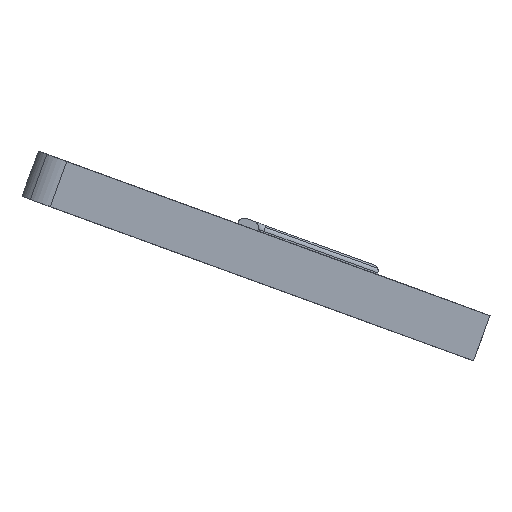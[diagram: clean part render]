
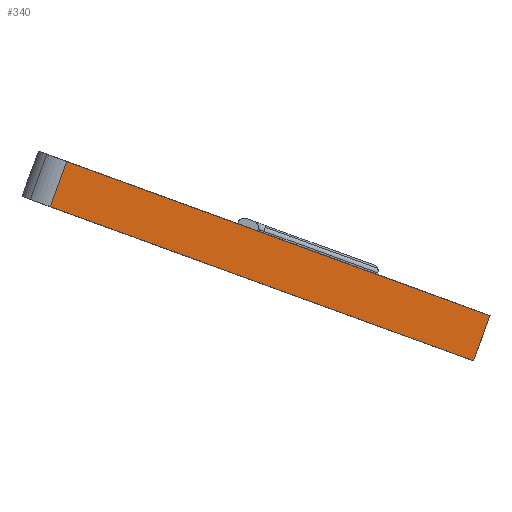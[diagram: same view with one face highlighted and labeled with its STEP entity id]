
A CAD part, left-side view. The second image highlights one B-rep face of the part: STEP entity #340.
In plain terms, the highlighted planar face has unit normal (-1, 0, 0).
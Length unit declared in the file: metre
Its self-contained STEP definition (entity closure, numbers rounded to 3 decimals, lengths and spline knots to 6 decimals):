
#340=ADVANCED_FACE('4:4621',(#946),#947,.T.);
#946=FACE_OUTER_BOUND('',#2607,.T.);
#947=PLANE('',#2608);
#2607=EDGE_LOOP('',(#4866,#4867,#4868,#4869));
#2608=AXIS2_PLACEMENT_3D('',#4870,#4871,#4872);
#4866=ORIENTED_EDGE('',*,*,#4912,.F.);
#4867=ORIENTED_EDGE('',*,*,#5437,.T.);
#4868=ORIENTED_EDGE('',*,*,#5480,.T.);
#4869=ORIENTED_EDGE('',*,*,#5415,.T.);
#4870=CARTESIAN_POINT('',(-0.076579,0.070489,-0.017613));
#4871=DIRECTION('',(-1.0,0.,0.));
#4872=DIRECTION('',(0.,-0.94,-0.342));
#4912=EDGE_CURVE('4:5785',#5627,#5629,#5630,.T.);
#5415=EDGE_CURVE('4:4942',#6491,#5629,#6492,.T.);
#5437=EDGE_CURVE('4:5029',#5627,#6519,#6521,.T.);
#5480=EDGE_CURVE('4:5197',#6519,#6491,#6573,.F.);
#5627=VERTEX_POINT('',#6757);
#5629=VERTEX_POINT('',#6759);
#5630=LINE('',#6760,#6761);
#6491=VERTEX_POINT('',#7894);
#6492=LINE('',#7895,#7896);
#6519=VERTEX_POINT('',#7929);
#6521=LINE('',#7932,#7933);
#6573=LINE('',#8000,#8001);
#6757=CARTESIAN_POINT('',(-0.076579,0.065485,-0.019434));
#6759=CARTESIAN_POINT('',(-0.076579,0.062749,-0.011917));
#6760=CARTESIAN_POINT('',(-0.076579,0.065485,-0.019434));
#6761=VECTOR('',#8322,1.0);
#7894=CARTESIAN_POINT('',(-0.076579,-0.0076,-0.037522));
#7895=CARTESIAN_POINT('',(-0.076579,0.148871,0.019429));
#7896=VECTOR('',#9347,1.0);
#7929=CARTESIAN_POINT('',(-0.076579,-0.004864,-0.045039));
#7932=CARTESIAN_POINT('',(-0.076579,0.151608,0.011912));
#7933=VECTOR('',#9397,1.);
#8000=CARTESIAN_POINT('',(-0.076579,-0.004864,-0.045039));
#8001=VECTOR('',#9494,1.0);
#8322=DIRECTION('',(0.,-0.342,0.94));
#9347=DIRECTION('',(0.,0.94,0.342));
#9397=DIRECTION('',(0.,-0.94,-0.342));
#9494=DIRECTION('',(0.,0.342,-0.94));
